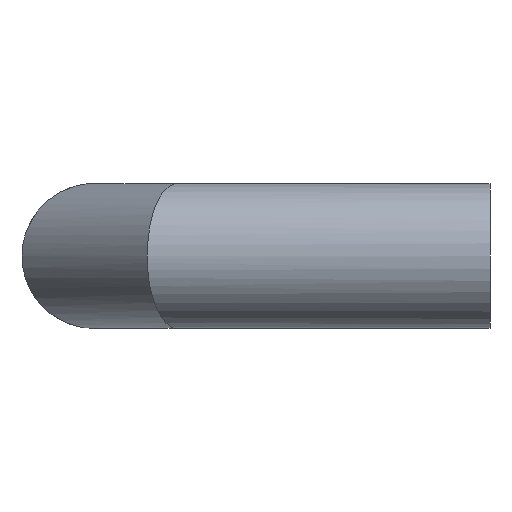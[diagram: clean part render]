
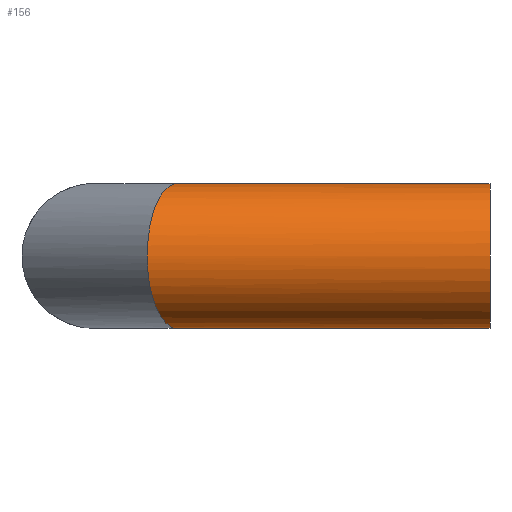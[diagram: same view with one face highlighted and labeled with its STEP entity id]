
A CAD part, left-side view. The second image highlights one B-rep face of the part: STEP entity #156.
In plain terms, the highlighted cylindrical face has radius 25.019 mm (diameter 50.038 mm), a full revolution.
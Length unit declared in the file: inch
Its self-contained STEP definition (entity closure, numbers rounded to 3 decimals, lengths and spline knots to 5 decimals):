
#10 = DIRECTION ( 'NONE',  ( 0., 0., 1. ) ) ;
#11 = DIRECTION ( 'NONE',  ( 0., 1., 0. ) ) ;
#26 = EDGE_LOOP ( 'NONE', ( #111 ) ) ;
#57 = CARTESIAN_POINT ( 'NONE',  ( -0.985, 4.658, 1.97 ) ) ;
#66 = AXIS2_PLACEMENT_3D ( 'NONE', #277, #417, #438 ) ;
#86 = CARTESIAN_POINT ( 'NONE',  ( 0.985, 3.842, 0. ) ) ;
#100 = CARTESIAN_POINT ( 'NONE',  ( 0.985, 3.842, 0. ) ) ;
#111 = ORIENTED_EDGE ( 'NONE', *, *, #112, .F. ) ;
#112 = EDGE_CURVE ( 'NONE', #406, #406, #247, .T. ) ;
#117 = CARTESIAN_POINT ( 'NONE',  ( 0.985, 3.842, -1.97 ) ) ;
#134 = CARTESIAN_POINT ( 'NONE',  ( 0., 0., 0.985 ) ) ;
#140 = EDGE_CURVE ( 'NONE', #151, #151, #337, .T. ) ;
#151 = VERTEX_POINT ( 'NONE', #134 ) ;
#156 = ADVANCED_FACE ( 'NONE', ( #426, #237 ), #349, .T. ) ;
#170 = AXIS2_PLACEMENT_3D ( 'NONE', #350, #11, #10 ) ;
#227 = CARTESIAN_POINT ( 'NONE',  ( 0.985, 3.842, 1.97 ) ) ;
#237 = FACE_OUTER_BOUND ( 'NONE', #26, .T. ) ;
#247 =( BOUNDED_CURVE ( )  B_SPLINE_CURVE ( 3, ( #86, #117, #265, #263, #57, #227, #331 ),
 .UNSPECIFIED., .T., .T. ) 
 B_SPLINE_CURVE_WITH_KNOTS ( ( 4, 3, 4 ),
 ( 0., 3.14159, 6.28319 ),
 .UNSPECIFIED. ) 
 CURVE ( )  GEOMETRIC_REPRESENTATION_ITEM ( )  RATIONAL_B_SPLINE_CURVE ( ( 1., 0.333, 0.333, 1., 0.333, 0.333, 1. ) ) 
 REPRESENTATION_ITEM ( '' )  );
#263 = CARTESIAN_POINT ( 'NONE',  ( -0.985, 4.658, 0. ) ) ;
#265 = CARTESIAN_POINT ( 'NONE',  ( -0.985, 4.658, -1.97 ) ) ;
#273 = ORIENTED_EDGE ( 'NONE', *, *, #140, .T. ) ;
#277 = CARTESIAN_POINT ( 'NONE',  ( 0., 7.036, 0. ) ) ;
#331 = CARTESIAN_POINT ( 'NONE',  ( 0.985, 3.842, 0. ) ) ;
#337 = CIRCLE ( 'NONE', #170, 0.985 ) ;
#349 = CYLINDRICAL_SURFACE ( 'NONE', #66, 0.985 ) ;
#350 = CARTESIAN_POINT ( 'NONE',  ( 0., 0., 0. ) ) ;
#352 = EDGE_LOOP ( 'NONE', ( #273 ) ) ;
#406 = VERTEX_POINT ( 'NONE', #100 ) ;
#417 = DIRECTION ( 'NONE',  ( 0., -1., 0. ) ) ;
#426 = FACE_OUTER_BOUND ( 'NONE', #352, .T. ) ;
#438 = DIRECTION ( 'NONE',  ( 0., 0., -1. ) ) ;
